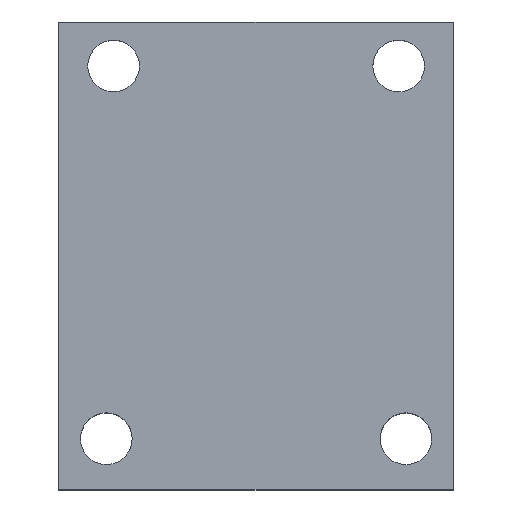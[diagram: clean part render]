
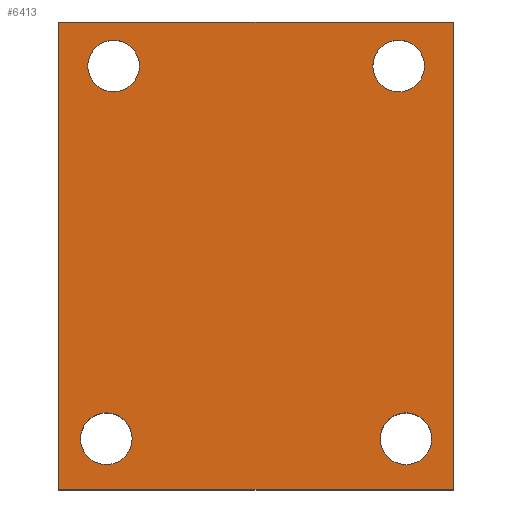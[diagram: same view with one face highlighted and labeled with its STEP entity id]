
A CAD part, top view. The second image highlights one B-rep face of the part: STEP entity #6413.
In plain terms, the highlighted planar face has unit normal (0, 0, 1).
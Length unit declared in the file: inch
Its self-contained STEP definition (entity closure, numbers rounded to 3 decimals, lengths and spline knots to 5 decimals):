
#48=CIRCLE('',#6697,0.1105);
#49=CIRCLE('',#6699,0.1105);
#50=CIRCLE('',#6701,0.1105);
#51=CIRCLE('',#6703,0.1105);
#201=FACE_BOUND('',#916,.T.);
#202=FACE_BOUND('',#917,.T.);
#203=FACE_BOUND('',#918,.T.);
#204=FACE_BOUND('',#919,.T.);
#542=FACE_OUTER_BOUND('',#915,.T.);
#915=EDGE_LOOP('',(#5845,#5846,#5847,#5848));
#916=EDGE_LOOP('',(#5849));
#917=EDGE_LOOP('',(#5850));
#918=EDGE_LOOP('',(#5851));
#919=EDGE_LOOP('',(#5852));
#1550=LINE('',#11216,#2234);
#1599=LINE('',#11399,#2283);
#1601=LINE('',#11403,#2285);
#1603=LINE('',#11406,#2287);
#2234=VECTOR('',#7731,1.688);
#2283=VECTOR('',#7932,2.);
#2285=VECTOR('',#7936,1.688);
#2287=VECTOR('',#7940,2.);
#3038=VERTEX_POINT('',#11214);
#3039=VERTEX_POINT('',#11215);
#3093=VERTEX_POINT('',#11382);
#3094=VERTEX_POINT('',#11386);
#3095=VERTEX_POINT('',#11390);
#3096=VERTEX_POINT('',#11394);
#3097=VERTEX_POINT('',#11398);
#3098=VERTEX_POINT('',#11402);
#3927=EDGE_CURVE('',#3038,#3039,#1550,.T.);
#4004=EDGE_CURVE('',#3093,#3093,#48,.T.);
#4006=EDGE_CURVE('',#3094,#3094,#49,.T.);
#4008=EDGE_CURVE('',#3095,#3095,#50,.T.);
#4010=EDGE_CURVE('',#3096,#3096,#51,.T.);
#4012=EDGE_CURVE('',#3039,#3097,#1599,.T.);
#4014=EDGE_CURVE('',#3097,#3098,#1601,.T.);
#4016=EDGE_CURVE('',#3098,#3038,#1603,.T.);
#5845=ORIENTED_EDGE('',*,*,#4012,.F.);
#5846=ORIENTED_EDGE('',*,*,#3927,.F.);
#5847=ORIENTED_EDGE('',*,*,#4016,.F.);
#5848=ORIENTED_EDGE('',*,*,#4014,.F.);
#5849=ORIENTED_EDGE('',*,*,#4004,.T.);
#5850=ORIENTED_EDGE('',*,*,#4006,.T.);
#5851=ORIENTED_EDGE('',*,*,#4008,.T.);
#5852=ORIENTED_EDGE('',*,*,#4010,.T.);
#6075=PLANE('',#6708);
#6413=ADVANCED_FACE('',(#542,#201,#202,#203,#204),#6075,.T.);
#6697=AXIS2_PLACEMENT_3D('',#11383,#7912,#7913);
#6699=AXIS2_PLACEMENT_3D('',#11387,#7917,#7918);
#6701=AXIS2_PLACEMENT_3D('',#11391,#7922,#7923);
#6703=AXIS2_PLACEMENT_3D('',#11395,#7927,#7928);
#6708=AXIS2_PLACEMENT_3D('',#11408,#7943,#7944);
#7731=DIRECTION('',(-1.,0.,0.));
#7912=DIRECTION('center_axis',(0.,0.,-1.));
#7913=DIRECTION('ref_axis',(1.,0.,0.));
#7917=DIRECTION('center_axis',(0.,0.,-1.));
#7918=DIRECTION('ref_axis',(1.,0.,0.));
#7922=DIRECTION('center_axis',(0.,0.,-1.));
#7923=DIRECTION('ref_axis',(1.,0.,0.));
#7927=DIRECTION('center_axis',(0.,0.,-1.));
#7928=DIRECTION('ref_axis',(1.,0.,0.));
#7932=DIRECTION('',(0.,1.,0.));
#7936=DIRECTION('',(1.,0.,0.));
#7940=DIRECTION('',(0.,-1.,0.));
#7943=DIRECTION('center_axis',(0.,0.,1.));
#7944=DIRECTION('ref_axis',(1.,0.,0.));
#11214=CARTESIAN_POINT('',(1.688,0.,0.75));
#11215=CARTESIAN_POINT('',(0.,0.,0.75));
#11216=CARTESIAN_POINT('',(1.688,0.,0.75));
#11382=CARTESIAN_POINT('',(0.0935,0.218,0.75));
#11383=CARTESIAN_POINT('Origin',(0.204,0.218,0.75));
#11386=CARTESIAN_POINT('',(1.3745,0.218,0.75));
#11387=CARTESIAN_POINT('Origin',(1.485,0.218,0.75));
#11390=CARTESIAN_POINT('',(1.3435,1.812,0.75));
#11391=CARTESIAN_POINT('Origin',(1.454,1.812,0.75));
#11394=CARTESIAN_POINT('',(0.1245,1.812,0.75));
#11395=CARTESIAN_POINT('Origin',(0.235,1.812,0.75));
#11398=CARTESIAN_POINT('',(0.,2.,0.75));
#11399=CARTESIAN_POINT('',(0.,0.,0.75));
#11402=CARTESIAN_POINT('',(1.688,2.,0.75));
#11403=CARTESIAN_POINT('',(0.,2.,0.75));
#11406=CARTESIAN_POINT('',(1.688,2.,0.75));
#11408=CARTESIAN_POINT('Origin',(0.844,1.,0.75));
